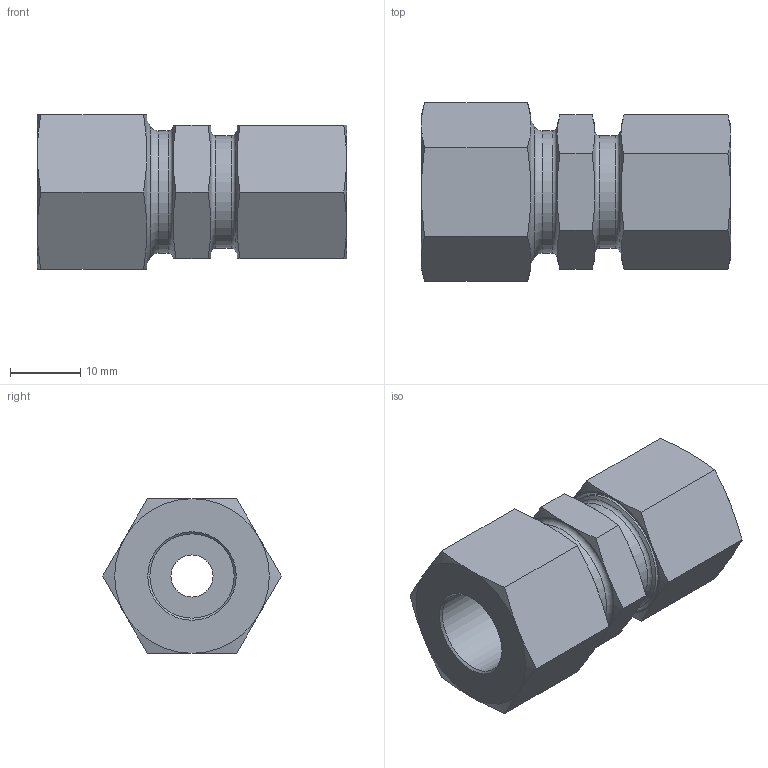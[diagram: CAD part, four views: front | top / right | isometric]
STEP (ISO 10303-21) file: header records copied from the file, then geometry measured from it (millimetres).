
FILE_DESCRIPTION(( 'OX.14.12.10.stp' ), '1');
FILE_NAME( 'OX.14.12.10.stp', '2021-02-26T18:20:17',( 'Sopra'),('sopra-pneumatic.com'), 'SwSTEP 2.0','SolidWorks 2009','' );
FILE_SCHEMA( ( 'CONFIG_CONTROL_DESIGN' ) );
Length unit declared in the file: millimetre
Products named in the file (1): _GR-12/10L 708.1024.240.20
Bounding box: 44 x 25.4 x 22 mm (x, y, z)
Volume: 11469 mm3; surface area: 5334.4 mm2
Topology: 1 solids, 1 shells, 79 faces, 165 edges, 94 vertices
Faces by surface type: cone 42, plane 26, cylinder 7, torus 4
Full cylindrical faces by diameter (mm): 6 x1, 10 x1, 12 x1, 16 x1, 17.4 x1, 17.629 x1, 20.506 x1
Entity records: 2232 total; most frequent: CARTESIAN_POINT 682, ORIENTED_EDGE 296, DIRECTION 294, EDGE_CURVE 148, AXIS2_PLACEMENT_3D 138, EDGE_LOOP 104, VERTEX_POINT 94, FACE_OUTER_BOUND 90
